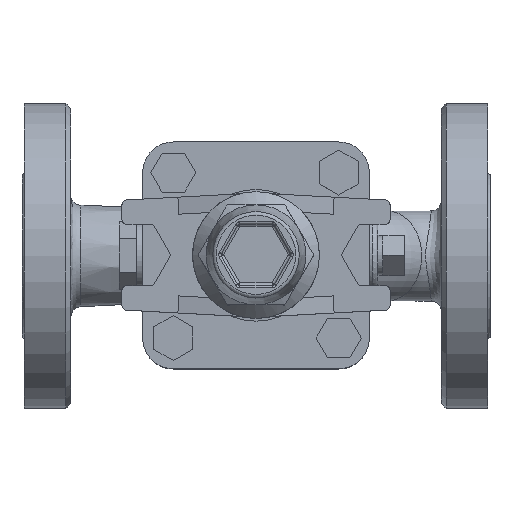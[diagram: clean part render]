
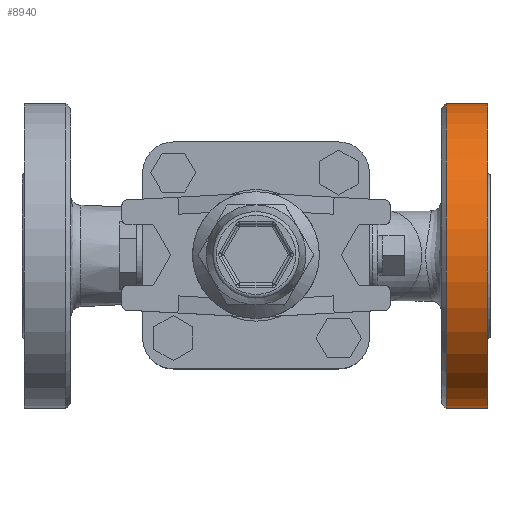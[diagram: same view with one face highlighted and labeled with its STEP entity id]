
A CAD part, top view. The second image highlights one B-rep face of the part: STEP entity #8940.
In plain terms, the highlighted cylindrical face has radius 62.5 mm (diameter 125 mm), a full revolution.
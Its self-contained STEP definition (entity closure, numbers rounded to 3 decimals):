
#1378=CYLINDRICAL_SURFACE('',#9781,62.5);
#1518=FACE_BOUND('',#2862,.T.);
#2212=FACE_OUTER_BOUND('',#2861,.T.);
#2861=EDGE_LOOP('',(#7758));
#2862=EDGE_LOOP('',(#7759));
#3607=CIRCLE('',#9782,62.5);
#3608=CIRCLE('',#9783,62.5);
#4426=VERTEX_POINT('',#21690);
#4427=VERTEX_POINT('',#21692);
#5600=EDGE_CURVE('',#4426,#4426,#3607,.T.);
#5601=EDGE_CURVE('',#4427,#4427,#3608,.T.);
#7758=ORIENTED_EDGE('',*,*,#5600,.F.);
#7759=ORIENTED_EDGE('',*,*,#5601,.T.);
#8940=ADVANCED_FACE('',(#2212,#1518),#1378,.T.);
#9781=AXIS2_PLACEMENT_3D('',#21689,#11907,#11908);
#9782=AXIS2_PLACEMENT_3D('',#21691,#11909,#11910);
#9783=AXIS2_PLACEMENT_3D('',#21693,#11911,#11912);
#11907=DIRECTION('center_axis',(-1.,0.,0.));
#11908=DIRECTION('ref_axis',(0.,0.,1.));
#11909=DIRECTION('center_axis',(-1.,0.,0.));
#11910=DIRECTION('ref_axis',(0.,0.,1.));
#11911=DIRECTION('center_axis',(-1.,0.,0.));
#11912=DIRECTION('ref_axis',(0.,0.,1.));
#21689=CARTESIAN_POINT('Origin',(96.,0.,47.5));
#21690=CARTESIAN_POINT('',(78.,0.,-15.));
#21691=CARTESIAN_POINT('Origin',(78.,0.,47.5));
#21692=CARTESIAN_POINT('',(95.,0.,-15.));
#21693=CARTESIAN_POINT('Origin',(95.,0.,47.5));
